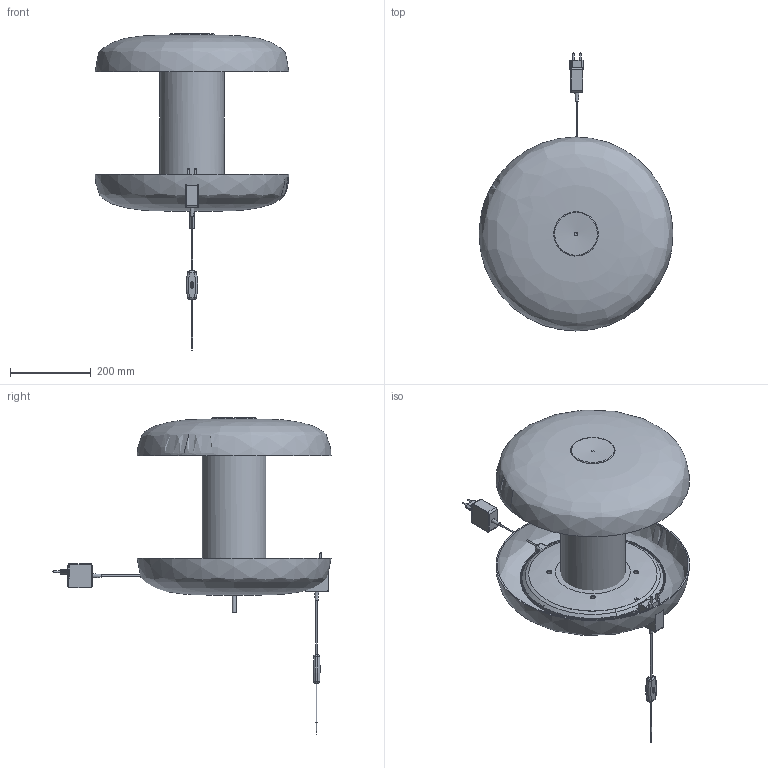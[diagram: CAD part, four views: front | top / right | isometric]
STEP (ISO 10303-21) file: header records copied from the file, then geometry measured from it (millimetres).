
FILE_DESCRIPTION( ( 'STEP AP214' ), '1' );
FILE_NAME( 'TROPICO TAVOLO GRANDE ALLEGGERITA.stp', '2019-10-21T08:22:39', ( ' ' ), ( ' ' ), 'XStep 1.0', ' ', ' ' );
FILE_SCHEMA( ( 'CONFIG_CONTROL_DESIGN) ( )' ) );
Length unit declared in the file: metre
Products named in the file (20): Assem1; Assem2; Assem3; Assem4; 1; 2; 3; 4; 20; 6; 9; 10; 12; 13; 14; 15; 16; 17; 18; 19_23
Bounding box: 480 x 688.55 x 783.01 mm (x, y, z)
Volume: 20900439.6 mm3; surface area: 3684985.5 mm2
Topology: 52 solids, 58 shells, 1755 faces, 4561 edges, 2906 vertices
Faces by surface type: plane 691, cylinder 624, bspline 187, cone 112, torus 84, sphere 54, revolution 3
Full cylindrical faces by diameter (mm): 0.5 x8, 1 x8, 2.459 x12, 3 x13, 3.8 x4, 4 x20, 4.5 x12, 5.5 x9, 6.7 x3, 8.917 x6, 10 x6, 12 x3, 16 x3, 20 x6, 40 x6, 43.8 x3, 47 x3, 55 x3, 59 x3, 75 x3, 150 x3, 160 x3, 355.6 x3, 357 x3, 359 x3
Entity records: 20122 total; most frequent: CARTESIAN_POINT 8932, ORIENTED_EDGE 2307, DIRECTION 2000, EDGE_CURVE 1165, AXIS2_PLACEMENT_3D 802, VERTEX_POINT 798, EDGE_LOOP 641, FACE_OUTER_BOUND 559
